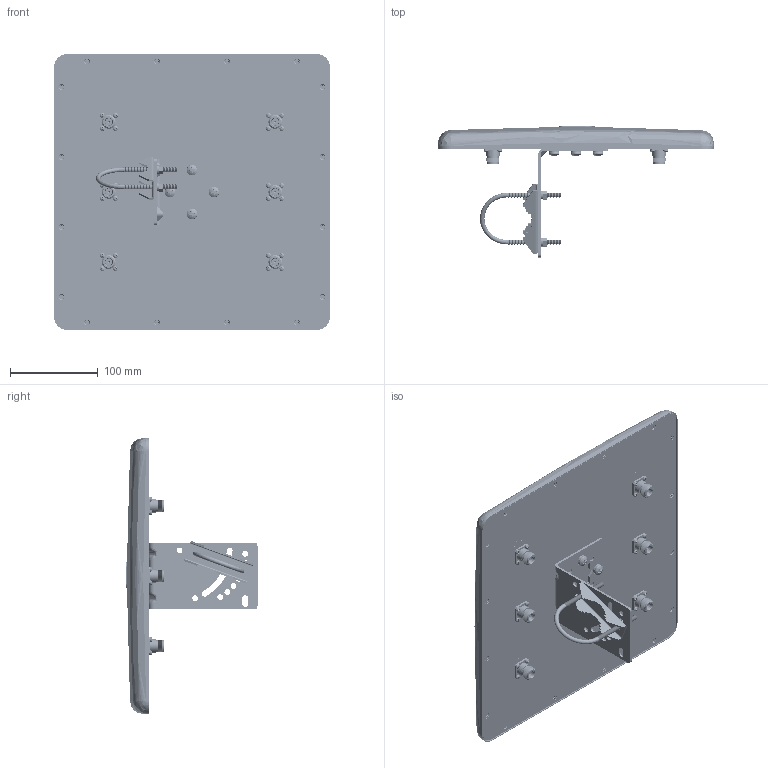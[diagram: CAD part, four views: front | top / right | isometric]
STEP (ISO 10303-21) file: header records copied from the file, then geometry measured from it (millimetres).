
FILE_DESCRIPTION (( 'STEP AP214' ), '1' );
FILE_NAME ('HG2458-10DP-6NF.STEP', '2014-03-24T19:25:04', ( 'L-Com' ), ( 'L-Com Global Connectivity' ), 'SwSTEP 2.0', 'SolidWorks 2012', '' );
FILE_SCHEMA (( 'AUTOMOTIVE_DESIGN' ));
Length unit declared in the file: inch
Products named in the file (11): HG2458-10DP-6NF_Connector; XFS-0021; XFW-0007; XFS-0054; M2.9x9.5_FHPH sheetmetalScrew; HG2458-10DP-6NF_Mount Hardware; HG2458-10DP-6NF_Ubolt; HG2458-10DP-6NF_Swivel-L-Bracket; HG2458-10DP-6NF_Backplate; HG2458-10DP-6NF_Radome; HG2458-10DP-6NF
Assembly tree (59 placements, depth 3):
  HG2458-10DP-6NF
    HG2458-10DP-6NF_Radome
    HG2458-10DP-6NF_Backplate
    HG2458-10DP-6NF_Mount Hardware
      HG2458-10DP-6NF_Swivel-L-Bracket
      HG2458-10DP-6NF_Ubolt
    M2.9x9.5_FHPH sheetmetalScrew  x16
    XFS-0054  x4
    XFW-0007  x4
    XFS-0021  x24
    HG2458-10DP-6NF_Connector  x6
Bounding box: 315 x 149.59 x 315 mm (x, y, z)
Volume: 618448.6 mm3; surface area: 533872.6 mm2
Topology: 59 solids, 59 shells, 5201 faces, 12381 edges, 7442 vertices
Faces by surface type: cone 2400, plane 1328, cylinder 879, bspline 400, torus 138, sphere 56
Entity records: 87264 total; most frequent: CARTESIAN_POINT 27427, ORIENTED_EDGE 9714, DIRECTION 9321, EDGE_CURVE 4857, AXIS2_PLACEMENT_3D 3454, VERTEX_POINT 2970, VECTOR 2413, LINE 2413
